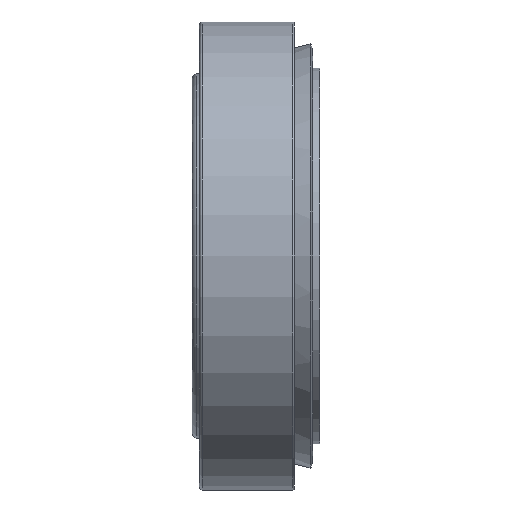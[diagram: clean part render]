
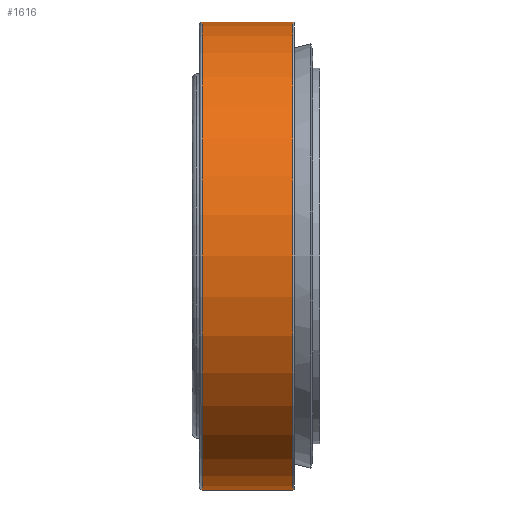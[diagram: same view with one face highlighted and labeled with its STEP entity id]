
A CAD part, front view. The second image highlights one B-rep face of the part: STEP entity #1616.
In plain terms, the highlighted cylindrical face has radius 58.737 mm (diameter 117.475 mm), a partial arc.
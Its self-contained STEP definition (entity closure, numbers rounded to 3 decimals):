
#1616=ADVANCED_FACE('',(#3217),#3218,.T.);
#3217=FACE_OUTER_BOUND('',#4835,.T.);
#3218=CYLINDRICAL_SURFACE('',#4836,58.738);
#4835=EDGE_LOOP('',(#9176,#9177,#9178,#9179));
#4836=AXIS2_PLACEMENT_3D('',#9180,#9181,#9182);
#9176=ORIENTED_EDGE('',*,*,#10207,.T.);
#9177=ORIENTED_EDGE('',*,*,#10887,.F.);
#9178=ORIENTED_EDGE('',*,*,#10209,.T.);
#9179=ORIENTED_EDGE('',*,*,#10885,.T.);
#9180=CARTESIAN_POINT('',(12.097,0.0,0.0));
#9181=DIRECTION('',(-1.0,0.0,0.0));
#9182=DIRECTION('',(0.0,0.,1.0));
#10207=EDGE_CURVE('',#12355,#12346,#12356,.T.);
#10209=EDGE_CURVE('',#12349,#12357,#12359,.T.);
#10885=EDGE_CURVE('',#12357,#12355,#13361,.T.);
#10887=EDGE_CURVE('',#12349,#12346,#13363,.T.);
#12346=VERTEX_POINT('',#15340);
#12349=VERTEX_POINT('',#15343);
#12355=VERTEX_POINT('',#15349);
#12356=LINE('',#15350,#15351);
#12357=VERTEX_POINT('',#15352);
#12359=LINE('',#15354,#15355);
#13361=CIRCLE('',#16807,58.738);
#13363=CIRCLE('',#16809,58.738);
#15340=CARTESIAN_POINT('',(0.762,0.,58.738));
#15343=CARTESIAN_POINT('',(0.762,0.,-58.738));
#15349=CARTESIAN_POINT('',(23.432,0.,58.738));
#15350=CARTESIAN_POINT('',(12.097,0.,58.738));
#15351=VECTOR('',#17834,1.0);
#15352=CARTESIAN_POINT('',(23.432,0.,-58.738));
#15354=CARTESIAN_POINT('',(12.097,0.,-58.738));
#15355=VECTOR('',#17838,1.0);
#16807=AXIS2_PLACEMENT_3D('',#18412,#18413,#18414);
#16809=AXIS2_PLACEMENT_3D('',#18415,#18416,#18417);
#17834=DIRECTION('',(-1.0,0.0,0.0));
#17838=DIRECTION('',(1.0,-0.0,-0.0));
#18412=CARTESIAN_POINT('',(23.432,0.0,0.0));
#18413=DIRECTION('',(-1.0,0.0,0.0));
#18414=DIRECTION('',(0.0,0.,1.0));
#18415=CARTESIAN_POINT('',(0.762,0.0,0.0));
#18416=DIRECTION('',(-1.0,0.0,0.0));
#18417=DIRECTION('',(0.0,0.,1.0));
